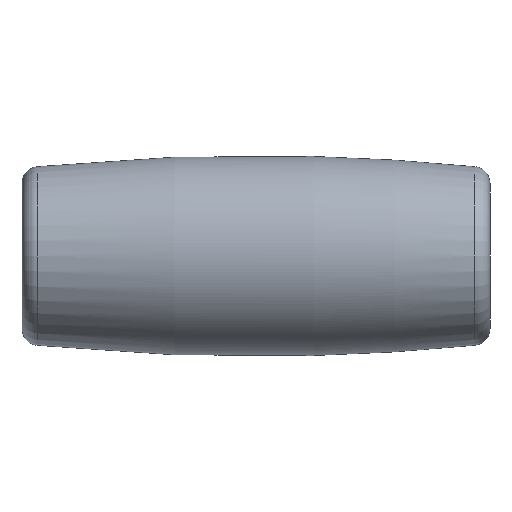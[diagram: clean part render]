
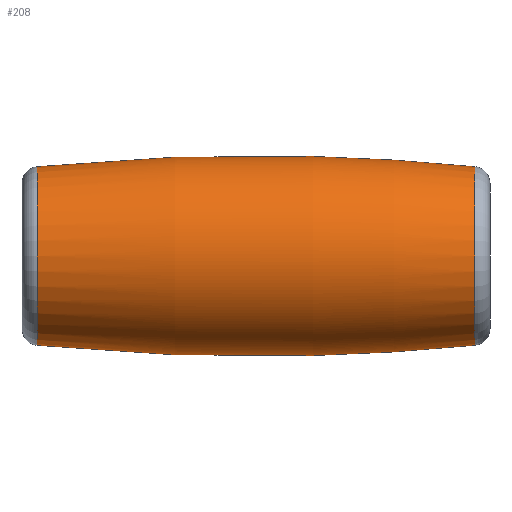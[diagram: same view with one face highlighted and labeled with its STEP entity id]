
A CAD part, front view. The second image highlights one B-rep face of the part: STEP entity #208.
In plain terms, the highlighted toroidal (fillet/blend) face has major radius 125.042 mm and minor radius 131.042 mm.
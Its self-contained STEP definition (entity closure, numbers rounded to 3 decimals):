
#8 = EDGE_CURVE ( 'NONE', #210, #210, #175, .T. ) ;
#9 = EDGE_LOOP ( 'NONE', ( #143 ) ) ;
#16 = CARTESIAN_POINT ( 'NONE',  ( -13.1, 0., 0. ) ) ;
#21 = FACE_OUTER_BOUND ( 'NONE', #167, .T. ) ;
#29 = TOROIDAL_SURFACE ( 'NONE', #155, -125.042, 131.042 ) ;
#39 = FACE_OUTER_BOUND ( 'NONE', #9, .T. ) ;
#53 = DIRECTION ( 'NONE',  ( 0., 0., 1. ) ) ;
#61 = CARTESIAN_POINT ( 'NONE',  ( 13.1, 0., 5.344 ) ) ;
#62 = EDGE_CURVE ( 'NONE', #228, #228, #170, .T. ) ;
#91 = DIRECTION ( 'NONE',  ( 0., 0., -1. ) ) ;
#92 = CARTESIAN_POINT ( 'NONE',  ( 13.1, 0., 0. ) ) ;
#115 = ORIENTED_EDGE ( 'NONE', *, *, #8, .T. ) ;
#132 = DIRECTION ( 'NONE',  ( 1., 0., 0. ) ) ;
#139 = CARTESIAN_POINT ( 'NONE',  ( 0., 0., 0. ) ) ;
#143 = ORIENTED_EDGE ( 'NONE', *, *, #62, .T. ) ;
#155 = AXIS2_PLACEMENT_3D ( 'NONE', #139, #227, #178 ) ;
#164 = AXIS2_PLACEMENT_3D ( 'NONE', #92, #234, #53 ) ;
#167 = EDGE_LOOP ( 'NONE', ( #115 ) ) ;
#170 = CIRCLE ( 'NONE', #164, 5.344 ) ;
#175 = CIRCLE ( 'NONE', #202, 5.344 ) ;
#178 = DIRECTION ( 'NONE',  ( 0., 0., 1. ) ) ;
#195 = CARTESIAN_POINT ( 'NONE',  ( -13.1, 0., -5.344 ) ) ;
#202 = AXIS2_PLACEMENT_3D ( 'NONE', #16, #132, #91 ) ;
#208 = ADVANCED_FACE ( 'NONE', ( #39, #21 ), #29, .T. ) ;
#210 = VERTEX_POINT ( 'NONE', #195 ) ;
#227 = DIRECTION ( 'NONE',  ( -1., 0., 0. ) ) ;
#228 = VERTEX_POINT ( 'NONE', #61 ) ;
#234 = DIRECTION ( 'NONE',  ( -1., 0., 0. ) ) ;
